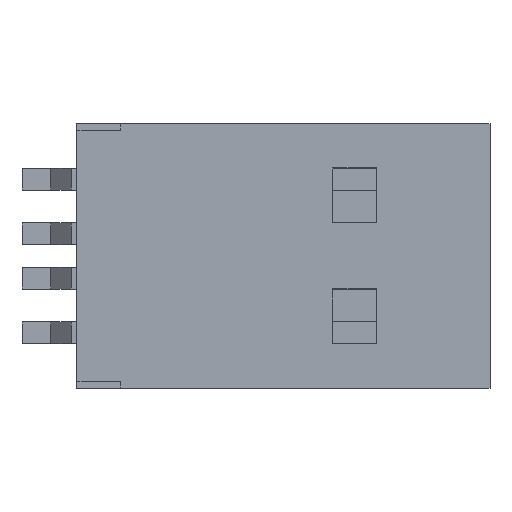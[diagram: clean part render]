
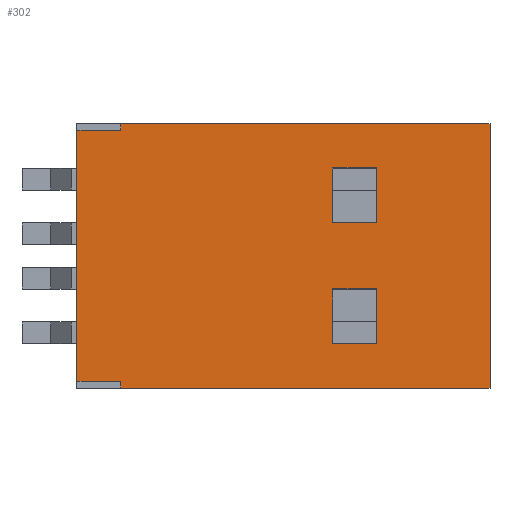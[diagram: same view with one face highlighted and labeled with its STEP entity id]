
A CAD part, top view. The second image highlights one B-rep face of the part: STEP entity #302.
In plain terms, the highlighted planar face has unit normal (0, 0, 1).
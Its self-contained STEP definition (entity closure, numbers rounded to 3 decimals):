
#40 = VERTEX_POINT('',#41);
#41 = CARTESIAN_POINT('',(-5.9,-6.03,3.25));
#47 = EDGE_CURVE('',#40,#48,#50,.T.);
#48 = VERTEX_POINT('',#49);
#49 = CARTESIAN_POINT('',(10.9,-6.03,3.25));
#50 = LINE('',#51,#52);
#51 = CARTESIAN_POINT('',(-7.9,-6.03,3.25));
#52 = VECTOR('',#53,1.);
#53 = DIRECTION('',(1.,0.,0.));
#233 = EDGE_CURVE('',#48,#234,#236,.T.);
#234 = VERTEX_POINT('',#235);
#235 = CARTESIAN_POINT('',(10.9,6.02,3.25));
#236 = LINE('',#237,#238);
#237 = CARTESIAN_POINT('',(10.9,-6.03,3.25));
#238 = VECTOR('',#239,1.);
#239 = DIRECTION('',(0.,1.,0.));
#302 = ADVANCED_FACE('',(#303,#353,#387),#421,.T.);
#303 = FACE_BOUND('',#304,.T.);
#304 = EDGE_LOOP('',(#305,#313,#314,#315,#323,#331,#339,#347));
#305 = ORIENTED_EDGE('',*,*,#306,.F.);
#306 = EDGE_CURVE('',#40,#307,#309,.T.);
#307 = VERTEX_POINT('',#308);
#308 = CARTESIAN_POINT('',(-5.9,-5.715,3.25));
#309 = LINE('',#310,#311);
#310 = CARTESIAN_POINT('',(-5.9,-6.03,3.25));
#311 = VECTOR('',#312,1.);
#312 = DIRECTION('',(0.,1.,0.));
#313 = ORIENTED_EDGE('',*,*,#47,.T.);
#314 = ORIENTED_EDGE('',*,*,#233,.T.);
#315 = ORIENTED_EDGE('',*,*,#316,.T.);
#316 = EDGE_CURVE('',#234,#317,#319,.T.);
#317 = VERTEX_POINT('',#318);
#318 = CARTESIAN_POINT('',(-5.9,6.02,3.25));
#319 = LINE('',#320,#321);
#320 = CARTESIAN_POINT('',(10.9,6.02,3.25));
#321 = VECTOR('',#322,1.);
#322 = DIRECTION('',(-1.,0.,0.));
#323 = ORIENTED_EDGE('',*,*,#324,.T.);
#324 = EDGE_CURVE('',#317,#325,#327,.T.);
#325 = VERTEX_POINT('',#326);
#326 = CARTESIAN_POINT('',(-5.9,5.705,3.25));
#327 = LINE('',#328,#329);
#328 = CARTESIAN_POINT('',(-5.9,6.02,3.25));
#329 = VECTOR('',#330,1.);
#330 = DIRECTION('',(-0.,-1.,0.));
#331 = ORIENTED_EDGE('',*,*,#332,.F.);
#332 = EDGE_CURVE('',#333,#325,#335,.T.);
#333 = VERTEX_POINT('',#334);
#334 = CARTESIAN_POINT('',(-7.9,5.705,3.25));
#335 = LINE('',#336,#337);
#336 = CARTESIAN_POINT('',(-7.9,5.705,3.25));
#337 = VECTOR('',#338,1.);
#338 = DIRECTION('',(1.,0.,0.));
#339 = ORIENTED_EDGE('',*,*,#340,.T.);
#340 = EDGE_CURVE('',#333,#341,#343,.T.);
#341 = VERTEX_POINT('',#342);
#342 = CARTESIAN_POINT('',(-7.9,-5.715,3.25));
#343 = LINE('',#344,#345);
#344 = CARTESIAN_POINT('',(-7.9,6.02,3.25));
#345 = VECTOR('',#346,1.);
#346 = DIRECTION('',(0.,-1.,0.));
#347 = ORIENTED_EDGE('',*,*,#348,.T.);
#348 = EDGE_CURVE('',#341,#307,#349,.T.);
#349 = LINE('',#350,#351);
#350 = CARTESIAN_POINT('',(-7.9,-5.715,3.25));
#351 = VECTOR('',#352,1.);
#352 = DIRECTION('',(1.,0.,0.));
#353 = FACE_BOUND('',#354,.T.);
#354 = EDGE_LOOP('',(#355,#365,#373,#381));
#355 = ORIENTED_EDGE('',*,*,#356,.F.);
#356 = EDGE_CURVE('',#357,#359,#361,.T.);
#357 = VERTEX_POINT('',#358);
#358 = CARTESIAN_POINT('',(3.74,-4.005,3.25));
#359 = VERTEX_POINT('',#360);
#360 = CARTESIAN_POINT('',(5.74,-4.005,3.25));
#361 = LINE('',#362,#363);
#362 = CARTESIAN_POINT('',(3.74,-4.005,3.25));
#363 = VECTOR('',#364,1.);
#364 = DIRECTION('',(1.,0.,0.));
#365 = ORIENTED_EDGE('',*,*,#366,.F.);
#366 = EDGE_CURVE('',#367,#357,#369,.T.);
#367 = VERTEX_POINT('',#368);
#368 = CARTESIAN_POINT('',(3.74,-1.505,3.25));
#369 = LINE('',#370,#371);
#370 = CARTESIAN_POINT('',(3.74,-1.505,3.25));
#371 = VECTOR('',#372,1.);
#372 = DIRECTION('',(0.,-1.,0.));
#373 = ORIENTED_EDGE('',*,*,#374,.F.);
#374 = EDGE_CURVE('',#375,#367,#377,.T.);
#375 = VERTEX_POINT('',#376);
#376 = CARTESIAN_POINT('',(5.74,-1.505,3.25));
#377 = LINE('',#378,#379);
#378 = CARTESIAN_POINT('',(5.74,-1.505,3.25));
#379 = VECTOR('',#380,1.);
#380 = DIRECTION('',(-1.,0.,0.));
#381 = ORIENTED_EDGE('',*,*,#382,.F.);
#382 = EDGE_CURVE('',#359,#375,#383,.T.);
#383 = LINE('',#384,#385);
#384 = CARTESIAN_POINT('',(5.74,-4.005,3.25));
#385 = VECTOR('',#386,1.);
#386 = DIRECTION('',(0.,1.,0.));
#387 = FACE_BOUND('',#388,.T.);
#388 = EDGE_LOOP('',(#389,#399,#407,#415));
#389 = ORIENTED_EDGE('',*,*,#390,.T.);
#390 = EDGE_CURVE('',#391,#393,#395,.T.);
#391 = VERTEX_POINT('',#392);
#392 = CARTESIAN_POINT('',(3.74,1.495,3.25));
#393 = VERTEX_POINT('',#394);
#394 = CARTESIAN_POINT('',(3.74,3.995,3.25));
#395 = LINE('',#396,#397);
#396 = CARTESIAN_POINT('',(3.74,1.495,3.25));
#397 = VECTOR('',#398,1.);
#398 = DIRECTION('',(0.,1.,0.));
#399 = ORIENTED_EDGE('',*,*,#400,.T.);
#400 = EDGE_CURVE('',#393,#401,#403,.T.);
#401 = VERTEX_POINT('',#402);
#402 = CARTESIAN_POINT('',(5.74,3.995,3.25));
#403 = LINE('',#404,#405);
#404 = CARTESIAN_POINT('',(3.74,3.995,3.25));
#405 = VECTOR('',#406,1.);
#406 = DIRECTION('',(1.,0.,0.));
#407 = ORIENTED_EDGE('',*,*,#408,.T.);
#408 = EDGE_CURVE('',#401,#409,#411,.T.);
#409 = VERTEX_POINT('',#410);
#410 = CARTESIAN_POINT('',(5.74,1.495,3.25));
#411 = LINE('',#412,#413);
#412 = CARTESIAN_POINT('',(5.74,3.995,3.25));
#413 = VECTOR('',#414,1.);
#414 = DIRECTION('',(0.,-1.,0.));
#415 = ORIENTED_EDGE('',*,*,#416,.T.);
#416 = EDGE_CURVE('',#409,#391,#417,.T.);
#417 = LINE('',#418,#419);
#418 = CARTESIAN_POINT('',(5.74,1.495,3.25));
#419 = VECTOR('',#420,1.);
#420 = DIRECTION('',(-1.,0.,0.));
#421 = PLANE('',#422);
#422 = AXIS2_PLACEMENT_3D('',#423,#424,#425);
#423 = CARTESIAN_POINT('',(1.5,-0.005,3.25));
#424 = DIRECTION('',(0.,0.,1.));
#425 = DIRECTION('',(1.,0.,0.));
